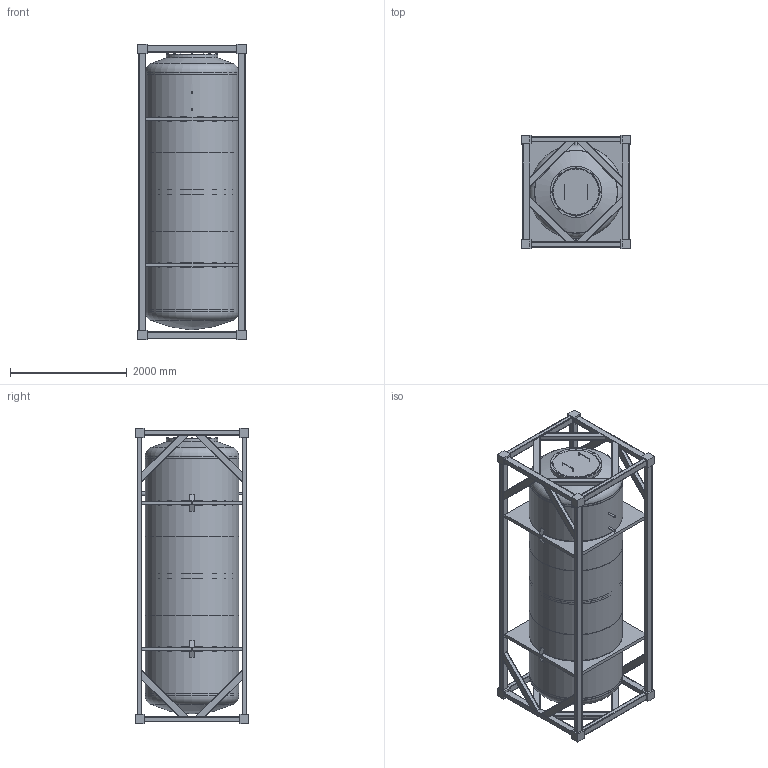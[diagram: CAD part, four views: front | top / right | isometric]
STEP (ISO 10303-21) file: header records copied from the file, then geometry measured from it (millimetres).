
FILE_DESCRIPTION(/* description */ (''),/* implementation_level */ '2;1');
FILE_NAME(/* name */ 'Zbiornik LNG assembly.stp',/* time_stamp */ '2022-01-30T01:28:50+01:00',/* author */ ('Młody'),/* organization */ (''),/* preprocessor_version */ 'ST-DEVELOPER v18.1',/* originating_system */ 'Autodesk Inventor 2022',/* authorisation */ '');
FILE_SCHEMA (('AUTOMOTIVE_DESIGN { 1 0 10303 214 3 1 1 }'));
Length unit declared in the file: millimetre
Products named in the file (48): Zbiornik LNG assembly; DKI_LNG3200_W&A_01; DKI_LNG3200_W&A_01-1; DKI_LNG3200_W&A_01-1_1; DKI_LNG3200_PTS_015; DKI_LNG3200_PTS_016; DKI_LNG3200_PTS_017; DKI_LNG3200_PTS_018; DKI_LNG3200_PTS_019; DKI_LNG3200_PTS_020; DKI_LNG3200_PTS_021; DKI_LNG3200_PTS_002; DKI_LNG3200_PTS_001; DKI_LNG3200_PTS_003; DKI_LNG3200_PTS_004; DKI_LNG3200_PTS_005; DKI_LNG3200_PTS_006; DKI_LNG3200_PTS_007; DKI_LNG3200_W&A_002; Skeleton 1638895636603; ISO 10799-2 - 120x80x4 - 1138,23; ISO 10799-2 - 120x80x4 - 1640; ISO 10799-2 - 120x80x4 - 1109,95; ISO 10799-2 - 120x80x4 - 1540; ISO 10799-2 - 120x80x4 - 1540_1; ISO 10799-2 - 120x80x4 - 1138,23_1; ISO 10799-2 - 120x80x4 - 1138,23_2; ISO 10799-2 - 120x80x4 - 1540_2; ISO 10799-2 - 120x80x4 - 1540_3; ISO 10799-2 - 120x80x4 - 1640_1; ISO 10799-2 - 120x80x4 - 1138,23_3; ISO 10799-2 - 120x80x4 - 1138,23_4; ISO 10799-2 - 120x80x4 - 1138,23_5; ISO 10799-2 - 120x80x4 - 1640_2; ISO 10799-2 - 120x80x4 - 1640_3; ISO 10799-2 - 120x80x4 - 1138,23_6; DKI_LNG3200_PTS_008; DKI_LNG3200_PTS_009; ISO 10799-2 - 120x80x4 - 1109,95_1; ISO 10799-2 - 120x80x4 - 4780 ...
Assembly tree (86 placements, depth 4):
  Zbiornik LNG assembly
    DKI_LNG3200_W&A_01
      DKI_LNG3200_W&A_01-1
        DKI_LNG3200_W&A_01-1_1
        DKI_LNG3200_PTS_015
        DKI_LNG3200_PTS_016
        DKI_LNG3200_PTS_017  x3
        DKI_LNG3200_PTS_018
        DKI_LNG3200_PTS_019
        DKI_LNG3200_PTS_020  x2
        DKI_LNG3200_PTS_021
      DKI_LNG3200_PTS_001  x2
      DKI_LNG3200_PTS_002
      DKI_LNG3200_PTS_003
      DKI_LNG3200_PTS_004
      DKI_LNG3200_PTS_005
      DKI_LNG3200_PTS_006  x3
      DKI_LNG3200_PTS_007
    DKI_LNG3200_W&A_002
      Skeleton 1638895636603
      ISO 10799-2 - 120x80x4 - 4780  x2
      ISO 10799-2 - 120x80x4 - 1138,23
      ISO 10799-2 - 120x80x4 - 1640
      ISO 10799-2 - 120x80x4 - 1109,95
      ISO 10799-2 - 120x80x4 - 1540
      ISO 10799-2 - 120x80x4 - 1540_1
      ISO 10799-2 - 120x80x4 - 4780_1  x2
      ISO 10799-2 - 120x80x4 - 1138,23_1
      ISO 10799-2 - 120x80x4 - 1138,23_2
      ISO 10799-2 - 120x80x4 - 1109,95_1  x8
      ISO 10799-2 - 120x80x4 - 1540_2
      ISO 10799-2 - 120x80x4 - 1540_3
      ISO 10799-2 - 120x80x4 - 1640_1
      ISO 10799-2 - 120x80x4 - 1138,23_3
      ISO 10799-2 - 120x80x4 - 1138,23_4
      ISO 10799-2 - 120x80x4 - 1138,23_5
      ISO 10799-2 - 120x80x4 - 1640_2
      ISO 10799-2 - 120x80x4 - 1640_3
      ISO 10799-2 - 120x80x4 - 1138,23_6
      DKI_LNG3200_PTS_008  x4
      DKI_LNG3200_PTS_009  x4
    DKI_LNG3200_PTS_014  x4
    DKI_LNG3200_W&A_003
      DKI_LNG3200_PTS_010
      DKI_LNG3200_PTS_011
      DKI_LNG3200_PTS_012  x2
    ISO 4015 - M16 x 55  x8
    DKI_LNG3200_PTS_013  x8
Bounding box: 1860 x 1940 x 5060 mm (x, y, z)
Volume: 614412338.7 mm3; surface area: 149879048.3 mm2
Topology: 92 solids, 92 shells, 1248 faces, 2940 edges, 1915 vertices
Faces by surface type: plane 740, cylinder 396, cone 88, torus 16, sphere 8
Full cylindrical faces by diameter (mm): 10 x6, 14.5 x8, 16 x8, 18 x8, 18.752 x8, 21.3 x2, 24 x8, 33.3 x6, 33.7 x1, 45.7 x3, 48.3 x1, 60.3 x2, 686 x3, 780 x2, 800 x5, 880 x2, 1386 x3, 1400 x6, 1414 x6, 1570 x6, 1584 x8, 1600 x5
Entity records: 21871 total; most frequent: CARTESIAN_POINT 4367, DIRECTION 3540, ORIENTED_EDGE 3032, EDGE_CURVE 1516, AXIS2_PLACEMENT_3D 1292, VERTEX_POINT 1007, LINE 956, VECTOR 956
